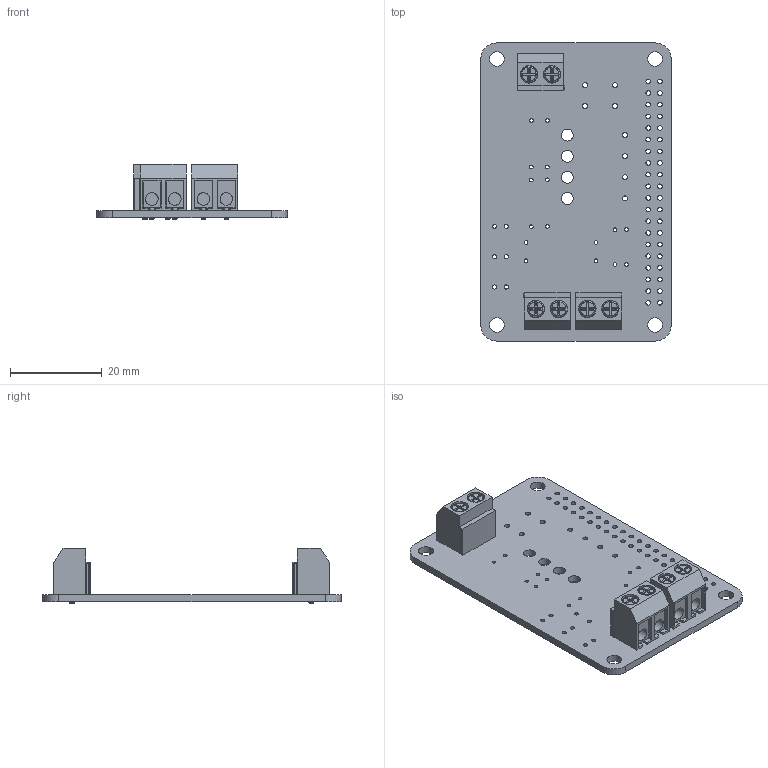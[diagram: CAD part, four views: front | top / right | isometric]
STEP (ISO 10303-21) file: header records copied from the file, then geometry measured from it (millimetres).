
FILE_DESCRIPTION(('KiCad electronic assembly'),'2;1');
FILE_NAME('PicoWeather.step','2022-10-15T14:58:46',('Pcbnew'),('Kicad'), 'Open CASCADE STEP processor 7.6','KiCad to STEP converter','Unknown' );
FILE_SCHEMA(('AUTOMOTIVE_DESIGN { 1 0 10303 214 1 1 1 1 }'));
Length unit declared in the file: millimetre
Products named in the file (4): PicoWeather 1; Screw Terminal Block 5mm Blue 2-way; COMPOUND; PicoWeather PCB
Assembly tree (5 placements, depth 3):
  PicoWeather 1
    Screw Terminal Block 5mm Blue 2-way  x3
      COMPOUND
    PicoWeather PCB
Bounding box: 41.5 x 65 x 12 mm (x, y, z)
Volume: 5852.9 mm3; surface area: 10037 mm2
Topology: 22 solids, 22 shells, 427 faces, 1119 edges, 742 vertices
Faces by surface type: bspline 333, cylinder 88, plane 6
Full cylindrical faces by diameter (mm): 0.8 x16, 0.9 x6, 1 x40, 1.1 x8, 1.32 x6, 2.6 x4, 3.2 x4
Entity records: 14328 total; most frequent: CARTESIAN_POINT 4514, DIRECTION 1204, ORIENTED_EDGE 1114, PCURVE 1114, DEFINITIONAL_REPRESENTATION 1114, B_SPLINE_CURVE_WITH_KNOTS 735, EDGE_CURVE 557, LINE 476
